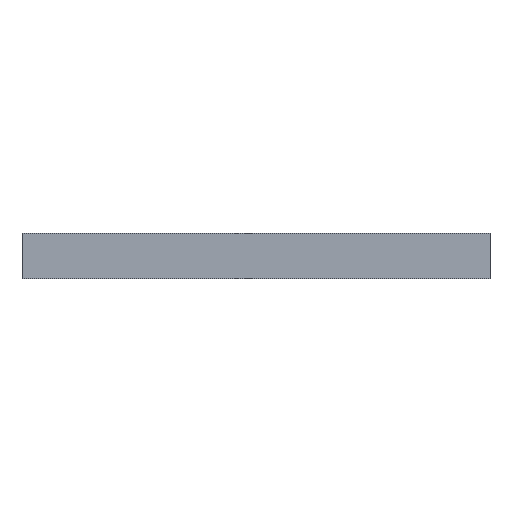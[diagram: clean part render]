
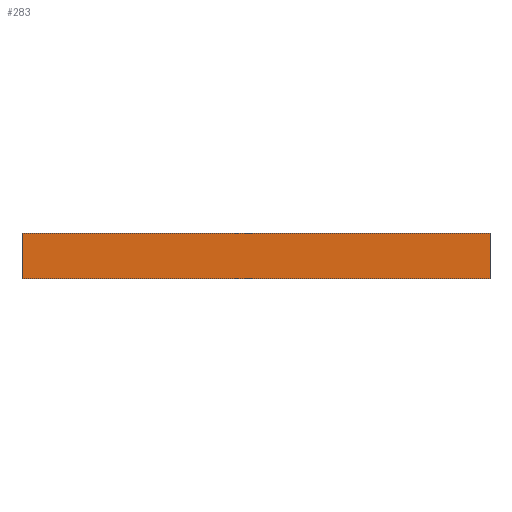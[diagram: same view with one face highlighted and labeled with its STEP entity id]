
A CAD part, top view. The second image highlights one B-rep face of the part: STEP entity #283.
In plain terms, the highlighted planar face has unit normal (0, 0, 1).
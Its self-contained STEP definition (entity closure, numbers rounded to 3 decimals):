
#44=DIRECTION('',(0.,-1.,0.));
#45=VECTOR('',#44,12.7);
#46=CARTESIAN_POINT('',(0.,0.,0.));
#47=LINE('',#46,#45);
#101=DIRECTION('',(1.,0.,0.));
#102=VECTOR('',#101,130.);
#103=CARTESIAN_POINT('',(0.,0.,0.));
#104=LINE('',#103,#102);
#150=DIRECTION('',(1.,0.,0.));
#151=VECTOR('',#150,130.);
#152=CARTESIAN_POINT('',(0.,-12.7,0.));
#153=LINE('',#152,#151);
#157=DIRECTION('',(0.,-1.,0.));
#158=VECTOR('',#157,12.7);
#159=CARTESIAN_POINT('',(130.,0.,0.));
#160=LINE('',#159,#158);
#213=CARTESIAN_POINT('',(0.,0.,0.));
#214=CARTESIAN_POINT('',(0.,-12.7,0.));
#215=VERTEX_POINT('',#213);
#216=VERTEX_POINT('',#214);
#229=CARTESIAN_POINT('',(130.,0.,0.));
#230=CARTESIAN_POINT('',(130.,-12.7,0.));
#231=VERTEX_POINT('',#229);
#232=VERTEX_POINT('',#230);
#269=CARTESIAN_POINT('',(0.,0.,0.));
#270=DIRECTION('',(0.,0.,1.));
#271=DIRECTION('',(0.,-1.,0.));
#272=AXIS2_PLACEMENT_3D('',#269,#270,#271);
#273=PLANE('',#272);
#274=ORIENTED_EDGE('',*,*,#250,.F.);
#276=ORIENTED_EDGE('',*,*,#275,.T.);
#278=ORIENTED_EDGE('',*,*,#277,.T.);
#280=ORIENTED_EDGE('',*,*,#279,.F.);
#281=EDGE_LOOP('',(#274,#276,#278,#280));
#282=FACE_OUTER_BOUND('',#281,.F.);
#250=EDGE_CURVE('',#215,#216,#47,.T.);
#275=EDGE_CURVE('',#215,#231,#104,.T.);
#277=EDGE_CURVE('',#231,#232,#160,.T.);
#279=EDGE_CURVE('',#216,#232,#153,.T.);
#283=ADVANCED_FACE('',(#282),#273,.T.);
